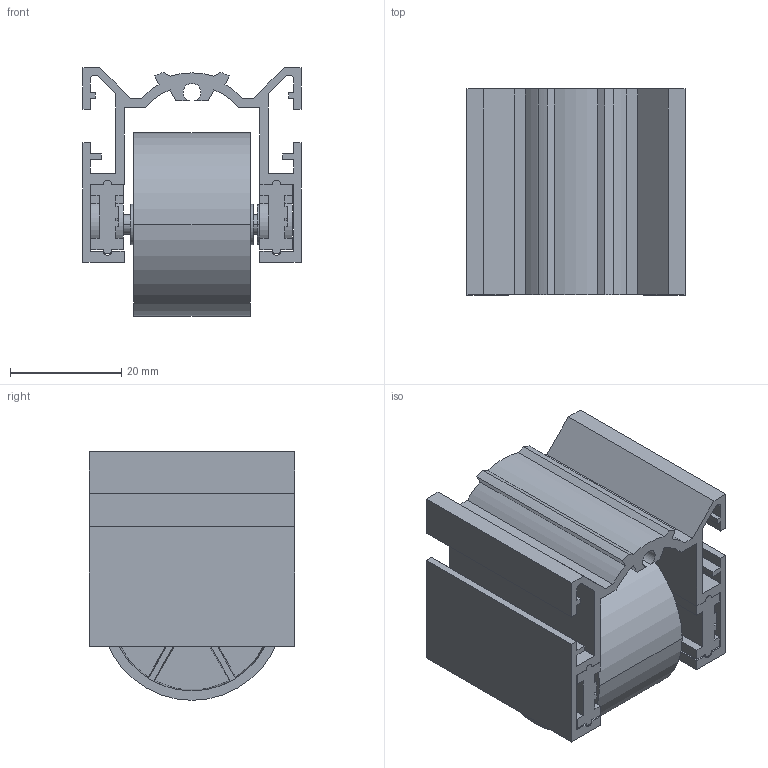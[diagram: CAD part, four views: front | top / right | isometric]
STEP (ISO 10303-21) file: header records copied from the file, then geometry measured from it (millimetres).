
FILE_DESCRIPTION(/* description */ (''),/* implementation_level */ '2;1');
FILE_NAME(/* name */ '79D-000-1.stp',/* time_stamp */ '2022-07-25T10:20:38-04:00',/* author */ ('aorselli'),/* organization */ (''),/* preprocessor_version */ 'ST-DEVELOPER v18.1',/* originating_system */ 'AutoCAD Mechanical',/* authorisation */ '');
FILE_SCHEMA (('AUTOMOTIVE_DESIGN { 1 0 10303 214 3 1 1 }'));
Length unit declared in the file: millimetre
Products named in the file (1): 79D-000-1
Bounding box: 39.2 x 37 x 44.7 mm (x, y, z)
Volume: 20053.7 mm3; surface area: 25191.5 mm2
Topology: 5 solids, 5 shells, 308 faces, 880 edges, 588 vertices
Faces by surface type: plane 242, cylinder 54, cone 12
Entity records: 10199 total; most frequent: CARTESIAN_POINT 2017, ORIENTED_EDGE 1760, DIRECTION 1630, EDGE_CURVE 880, LINE 652, VECTOR 652, VERTEX_POINT 588, AXIS2_PLACEMENT_3D 489
